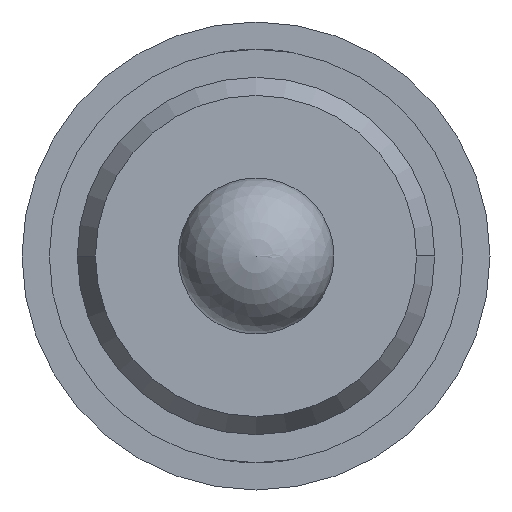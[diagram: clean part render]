
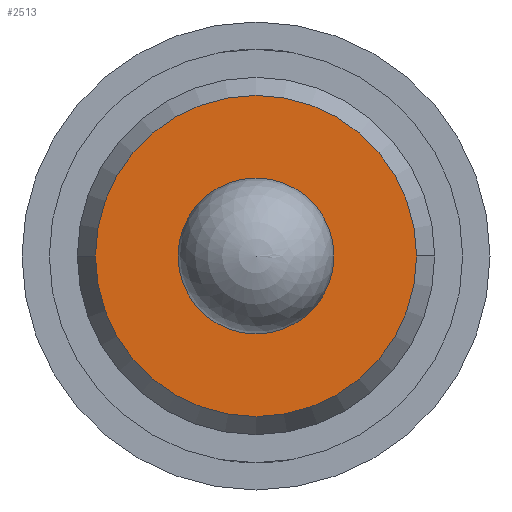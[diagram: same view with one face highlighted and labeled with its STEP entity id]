
A CAD part, front view. The second image highlights one B-rep face of the part: STEP entity #2513.
In plain terms, the highlighted planar face has unit normal (0, -1, 0).
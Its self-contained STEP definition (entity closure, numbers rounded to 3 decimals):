
#17 = PLANE ( 'NONE',  #1623 ) ;
#54 = EDGE_CURVE ( 'Defeature ausgef�hrt1_20+Defeature ausgef�hrt1_22+Defeature ausgef�hrt1_22+Defeature ausgef�hrt1_22', #2671, #991, #472, .T. ) ;
#105 = DIRECTION ( 'NONE',  ( 0., 0., -1. ) ) ;
#203 = AXIS2_PLACEMENT_3D ( 'NONE', #5151, #2637, #105 ) ;
#267 = CARTESIAN_POINT ( 'NONE',  ( -1.03, -28.6, 0. ) ) ;
#330 = DIRECTION ( 'NONE',  ( 0., 1., 0. ) ) ;
#346 = CARTESIAN_POINT ( 'NONE',  ( 0., -28.6, -0.5 ) ) ;
#472 = CIRCLE ( 'NONE', #2031, 1.03 ) ;
#493 = AXIS2_PLACEMENT_3D ( 'NONE', #3275, #3700, #2056 ) ;
#649 = VERTEX_POINT ( 'NONE', #346 ) ;
#970 = CARTESIAN_POINT ( 'NONE',  ( 0., -28.6, 0. ) ) ;
#991 = VERTEX_POINT ( 'NONE', #4405 ) ;
#1075 = FACE_OUTER_BOUND ( 'NONE', #2739, .T. ) ;
#1459 = ORIENTED_EDGE ( 'NONE', *, *, #2435, .T. ) ;
#1623 = AXIS2_PLACEMENT_3D ( 'NONE', #1786, #1752, #5066 ) ;
#1752 = DIRECTION ( 'NONE',  ( 0., -1., 0. ) ) ;
#1786 = CARTESIAN_POINT ( 'NONE',  ( -1.145, -28.6, 0. ) ) ;
#1952 = EDGE_LOOP ( 'NONE', ( #2641, #5307 ) ) ;
#2031 = AXIS2_PLACEMENT_3D ( 'NONE', #970, #4304, #2600 ) ;
#2056 = DIRECTION ( 'NONE',  ( 1., 0., 0. ) ) ;
#2435 = EDGE_CURVE ( 'Defeature ausgef�hrt1_20+Defeature ausgef�hrt1_22+Defeature ausgef�hrt1_22+Defeature ausgef�hrt1_22', #991, #2671, #4480, .T. ) ;
#2460 = CIRCLE ( 'NONE', #3624, 0.5 ) ;
#2513 = ADVANCED_FACE ( 'Defeature ausgef�hrt1_20', ( #3380, #1075 ), #17, .T. ) ;
#2600 = DIRECTION ( 'NONE',  ( 1., 0., 0. ) ) ;
#2637 = DIRECTION ( 'NONE',  ( 0., 1., 0. ) ) ;
#2641 = ORIENTED_EDGE ( 'NONE', *, *, #5092, .T. ) ;
#2671 = VERTEX_POINT ( 'NONE', #267 ) ;
#2739 = EDGE_LOOP ( 'NONE', ( #4403, #1459 ) ) ;
#3063 = CARTESIAN_POINT ( 'NONE',  ( 0., -28.6, 0.5 ) ) ;
#3275 = CARTESIAN_POINT ( 'NONE',  ( 0., -28.6, 0. ) ) ;
#3380 = FACE_BOUND ( 'NONE', #1952, .T. ) ;
#3624 = AXIS2_PLACEMENT_3D ( 'NONE', #3724, #330, #5013 ) ;
#3700 = DIRECTION ( 'NONE',  ( 0., -1., 0. ) ) ;
#3724 = CARTESIAN_POINT ( 'NONE',  ( 0., -28.6, 0. ) ) ;
#4247 = CIRCLE ( 'NONE', #203, 0.5 ) ;
#4304 = DIRECTION ( 'NONE',  ( 0., -1., 0. ) ) ;
#4403 = ORIENTED_EDGE ( 'NONE', *, *, #54, .T. ) ;
#4405 = CARTESIAN_POINT ( 'NONE',  ( 1.03, -28.6, 0. ) ) ;
#4480 = CIRCLE ( 'NONE', #493, 1.03 ) ;
#4938 = EDGE_CURVE ( 'Defeature ausgef�hrt1_20+Defeature ausgef�hrt1_24+Defeature ausgef�hrt1_24+Defeature ausgef�hrt1_24', #649, #5277, #4247, .T. ) ;
#5013 = DIRECTION ( 'NONE',  ( 0., 0., -1. ) ) ;
#5066 = DIRECTION ( 'NONE',  ( 1., 0., 0. ) ) ;
#5092 = EDGE_CURVE ( 'Defeature ausgef�hrt1_20+Defeature ausgef�hrt1_24+Defeature ausgef�hrt1_24+Defeature ausgef�hrt1_24', #5277, #649, #2460, .T. ) ;
#5151 = CARTESIAN_POINT ( 'NONE',  ( 0., -28.6, 0. ) ) ;
#5277 = VERTEX_POINT ( 'NONE', #3063 ) ;
#5307 = ORIENTED_EDGE ( 'NONE', *, *, #4938, .T. ) ;
